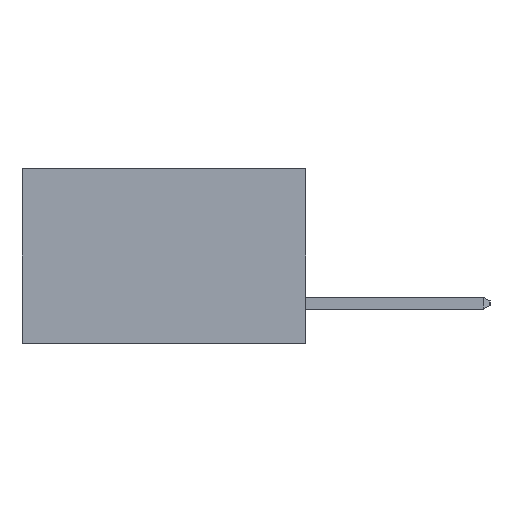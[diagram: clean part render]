
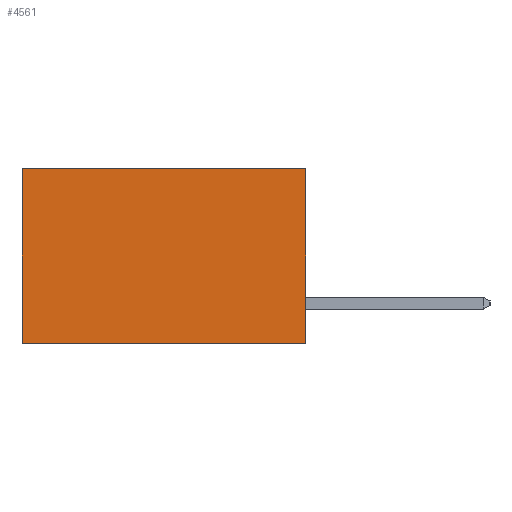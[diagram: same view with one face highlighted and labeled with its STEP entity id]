
A CAD part, left-side view. The second image highlights one B-rep face of the part: STEP entity #4561.
In plain terms, the highlighted planar face has unit normal (-1, 0, 0).
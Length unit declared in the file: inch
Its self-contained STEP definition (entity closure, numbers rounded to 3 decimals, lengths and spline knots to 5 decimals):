
#142 = VERTEX_POINT ( 'NONE', #30233 ) ;
#681 = VECTOR ( 'NONE', #23966, 39.37008 ) ;
#1234 = VECTOR ( 'NONE', #21564, 39.37008 ) ;
#4561 = ADVANCED_FACE ( 'NONE', ( #6536 ), #20674, .F. ) ;
#4619 = CARTESIAN_POINT ( 'NONE',  ( 0.298, 0., 0. ) ) ;
#6536 = FACE_OUTER_BOUND ( 'NONE', #23952, .T. ) ;
#6655 = DIRECTION ( 'NONE',  ( 1., 0., 0. ) ) ;
#7053 = DIRECTION ( 'NONE',  ( 0., 0., -1. ) ) ;
#7640 = LINE ( 'NONE', #9339, #1234 ) ;
#9339 = CARTESIAN_POINT ( 'NONE',  ( 0.298, 0.6, 0. ) ) ;
#9610 = CARTESIAN_POINT ( 'NONE',  ( 0.298, 0., 0. ) ) ;
#10017 = LINE ( 'NONE', #4619, #21930 ) ;
#10100 = ORIENTED_EDGE ( 'NONE', *, *, #12934, .T. ) ;
#10770 = CARTESIAN_POINT ( 'NONE',  ( 0.298, 0., -0.37 ) ) ;
#12109 = CARTESIAN_POINT ( 'NONE',  ( 0.298, 0., 0. ) ) ;
#12112 = EDGE_CURVE ( 'NONE', #13101, #26704, #19472, .T. ) ;
#12934 = EDGE_CURVE ( 'NONE', #19305, #142, #19833, .T. ) ;
#13101 = VERTEX_POINT ( 'NONE', #26773 ) ;
#13117 = VECTOR ( 'NONE', #22646, 39.37008 ) ;
#15274 = ORIENTED_EDGE ( 'NONE', *, *, #12112, .F. ) ;
#19305 = VERTEX_POINT ( 'NONE', #9610 ) ;
#19472 = LINE ( 'NONE', #10770, #13117 ) ;
#19833 = LINE ( 'NONE', #12109, #681 ) ;
#20674 = PLANE ( 'NONE',  #24479 ) ;
#21564 = DIRECTION ( 'NONE',  ( 0., 0., -1. ) ) ;
#21930 = VECTOR ( 'NONE', #7053, 39.37008 ) ;
#22646 = DIRECTION ( 'NONE',  ( 0., 1., 0. ) ) ;
#22958 = EDGE_CURVE ( 'NONE', #19305, #13101, #10017, .T. ) ;
#23952 = EDGE_LOOP ( 'NONE', ( #30086, #15274, #29039, #10100 ) ) ;
#23966 = DIRECTION ( 'NONE',  ( 0., 1., 0. ) ) ;
#24479 = AXIS2_PLACEMENT_3D ( 'NONE', #25365, #6655, #29447 ) ;
#25365 = CARTESIAN_POINT ( 'NONE',  ( 0.298, 0., 0. ) ) ;
#26704 = VERTEX_POINT ( 'NONE', #30236 ) ;
#26773 = CARTESIAN_POINT ( 'NONE',  ( 0.298, 0., -0.37 ) ) ;
#29039 = ORIENTED_EDGE ( 'NONE', *, *, #22958, .F. ) ;
#29183 = EDGE_CURVE ( 'NONE', #142, #26704, #7640, .T. ) ;
#29447 = DIRECTION ( 'NONE',  ( 0., 0., -1. ) ) ;
#30086 = ORIENTED_EDGE ( 'NONE', *, *, #29183, .T. ) ;
#30233 = CARTESIAN_POINT ( 'NONE',  ( 0.298, 0.6, 0. ) ) ;
#30236 = CARTESIAN_POINT ( 'NONE',  ( 0.298, 0.6, -0.37 ) ) ;
